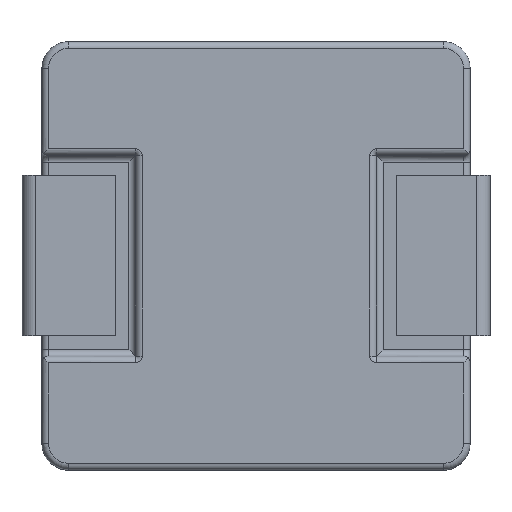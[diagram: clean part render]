
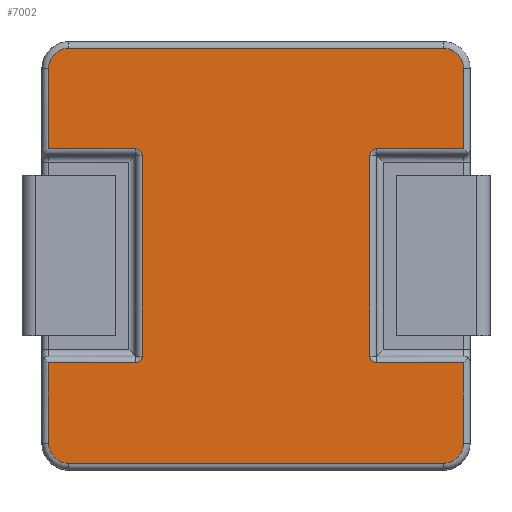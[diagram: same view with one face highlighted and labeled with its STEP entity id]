
A CAD part, top view. The second image highlights one B-rep face of the part: STEP entity #7002.
In plain terms, the highlighted planar face has unit normal (0, 0, 1).
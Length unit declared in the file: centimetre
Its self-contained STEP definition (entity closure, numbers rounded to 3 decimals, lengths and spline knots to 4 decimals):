
#101=PLANE('',#7380);
#414=LINE('',#14635,#858);
#415=LINE('',#14638,#859);
#416=LINE('',#14642,#860);
#417=LINE('',#14646,#861);
#418=LINE('',#14648,#862);
#419=LINE('',#14652,#863);
#420=LINE('',#14656,#864);
#421=LINE('',#14658,#865);
#422=LINE('',#14662,#866);
#423=LINE('',#14666,#867);
#424=LINE('',#14668,#868);
#425=LINE('',#14672,#869);
#858=VECTOR('',#8210,100.);
#859=VECTOR('',#8211,100.);
#860=VECTOR('',#8214,100.);
#861=VECTOR('',#8217,100.);
#862=VECTOR('',#8218,100.);
#863=VECTOR('',#8221,100.);
#864=VECTOR('',#8224,100.);
#865=VECTOR('',#8225,100.);
#866=VECTOR('',#8228,100.);
#867=VECTOR('',#8231,100.);
#868=VECTOR('',#8232,100.);
#869=VECTOR('',#8235,100.);
#1294=CIRCLE('',#7381,0.015);
#1295=CIRCLE('',#7382,0.015);
#1296=CIRCLE('',#7383,0.005);
#1297=CIRCLE('',#7384,0.005);
#1298=CIRCLE('',#7385,0.015);
#1299=CIRCLE('',#7386,0.015);
#1300=CIRCLE('',#7387,0.005);
#1301=CIRCLE('',#7388,0.005);
#2231=ORIENTED_EDGE('',*,*,#3447,.T.);
#2232=ORIENTED_EDGE('',*,*,#3448,.T.);
#2233=ORIENTED_EDGE('',*,*,#3449,.T.);
#2234=ORIENTED_EDGE('',*,*,#3450,.T.);
#2235=ORIENTED_EDGE('',*,*,#3451,.T.);
#2236=ORIENTED_EDGE('',*,*,#3452,.T.);
#2237=ORIENTED_EDGE('',*,*,#3453,.T.);
#2238=ORIENTED_EDGE('',*,*,#3454,.F.);
#2239=ORIENTED_EDGE('',*,*,#3455,.T.);
#2240=ORIENTED_EDGE('',*,*,#3456,.F.);
#2241=ORIENTED_EDGE('',*,*,#3457,.T.);
#2242=ORIENTED_EDGE('',*,*,#3458,.T.);
#2243=ORIENTED_EDGE('',*,*,#3459,.T.);
#2244=ORIENTED_EDGE('',*,*,#3460,.T.);
#2245=ORIENTED_EDGE('',*,*,#3461,.T.);
#2246=ORIENTED_EDGE('',*,*,#3462,.T.);
#2247=ORIENTED_EDGE('',*,*,#3463,.T.);
#2248=ORIENTED_EDGE('',*,*,#3464,.F.);
#2249=ORIENTED_EDGE('',*,*,#3465,.T.);
#2250=ORIENTED_EDGE('',*,*,#3466,.F.);
#3447=EDGE_CURVE('',#4105,#4106,#414,.T.);
#3448=EDGE_CURVE('',#4106,#4107,#415,.T.);
#3449=EDGE_CURVE('',#4107,#4108,#1294,.T.);
#3450=EDGE_CURVE('',#4108,#4109,#416,.T.);
#3451=EDGE_CURVE('',#4109,#4110,#1295,.T.);
#3452=EDGE_CURVE('',#4110,#4111,#417,.T.);
#3453=EDGE_CURVE('',#4111,#4112,#418,.F.);
#3454=EDGE_CURVE('',#4113,#4112,#1296,.T.);
#3455=EDGE_CURVE('',#4113,#4114,#419,.F.);
#3456=EDGE_CURVE('',#4115,#4114,#1297,.T.);
#3457=EDGE_CURVE('',#4115,#4116,#420,.F.);
#3458=EDGE_CURVE('',#4116,#4117,#421,.T.);
#3459=EDGE_CURVE('',#4117,#4118,#1298,.T.);
#3460=EDGE_CURVE('',#4118,#4119,#422,.T.);
#3461=EDGE_CURVE('',#4119,#4120,#1299,.T.);
#3462=EDGE_CURVE('',#4120,#4121,#423,.T.);
#3463=EDGE_CURVE('',#4121,#4122,#424,.T.);
#3464=EDGE_CURVE('',#4123,#4122,#1300,.T.);
#3465=EDGE_CURVE('',#4123,#4124,#425,.T.);
#3466=EDGE_CURVE('',#4105,#4124,#1301,.T.);
#4105=VERTEX_POINT('',#14636);
#4106=VERTEX_POINT('',#14637);
#4107=VERTEX_POINT('',#14639);
#4108=VERTEX_POINT('',#14641);
#4109=VERTEX_POINT('',#14643);
#4110=VERTEX_POINT('',#14645);
#4111=VERTEX_POINT('',#14647);
#4112=VERTEX_POINT('',#14649);
#4113=VERTEX_POINT('',#14651);
#4114=VERTEX_POINT('',#14653);
#4115=VERTEX_POINT('',#14655);
#4116=VERTEX_POINT('',#14657);
#4117=VERTEX_POINT('',#14659);
#4118=VERTEX_POINT('',#14661);
#4119=VERTEX_POINT('',#14663);
#4120=VERTEX_POINT('',#14665);
#4121=VERTEX_POINT('',#14667);
#4122=VERTEX_POINT('',#14669);
#4123=VERTEX_POINT('',#14671);
#4124=VERTEX_POINT('',#14673);
#4428=EDGE_LOOP('',(#2231,#2232,#2233,#2234,#2235,#2236,#2237,#2238,#2239,
#2240,#2241,#2242,#2243,#2244,#2245,#2246,#2247,#2248,#2249,#2250));
#4742=FACE_BOUND('',#4428,.T.);
#7002=ADVANCED_FACE('',(#4742),#101,.T.);
#7380=AXIS2_PLACEMENT_3D('',#14634,#8208,#8209);
#7381=AXIS2_PLACEMENT_3D('',#14640,#8212,#8213);
#7382=AXIS2_PLACEMENT_3D('',#14644,#8215,#8216);
#7383=AXIS2_PLACEMENT_3D('',#14650,#8219,#8220);
#7384=AXIS2_PLACEMENT_3D('',#14654,#8222,#8223);
#7385=AXIS2_PLACEMENT_3D('',#14660,#8226,#8227);
#7386=AXIS2_PLACEMENT_3D('',#14664,#8229,#8230);
#7387=AXIS2_PLACEMENT_3D('',#14670,#8233,#8234);
#7388=AXIS2_PLACEMENT_3D('',#14674,#8236,#8237);
#8208=DIRECTION('',(0.,0.,1.));
#8209=DIRECTION('',(1.,0.,0.));
#8210=DIRECTION('',(1.,0.,0.));
#8211=DIRECTION('',(0.,1.,0.));
#8212=DIRECTION('',(0.,0.,1.));
#8213=DIRECTION('',(1.,0.,0.));
#8214=DIRECTION('',(-1.,0.,0.));
#8215=DIRECTION('',(0.,0.,1.));
#8216=DIRECTION('',(1.,0.,0.));
#8217=DIRECTION('',(0.,-1.,0.));
#8218=DIRECTION('',(-1.,0.,0.));
#8219=DIRECTION('',(0.,0.,1.));
#8220=DIRECTION('',(1.,0.,0.));
#8221=DIRECTION('',(0.,1.,0.));
#8222=DIRECTION('',(0.,0.,1.));
#8223=DIRECTION('',(1.,0.,0.));
#8224=DIRECTION('',(1.,0.,0.));
#8225=DIRECTION('',(0.,-1.,0.));
#8226=DIRECTION('',(0.,0.,1.));
#8227=DIRECTION('',(1.,0.,0.));
#8228=DIRECTION('',(1.,0.,0.));
#8229=DIRECTION('',(0.,0.,1.));
#8230=DIRECTION('',(1.,0.,0.));
#8231=DIRECTION('',(0.,1.,0.));
#8232=DIRECTION('',(-1.,0.,0.));
#8233=DIRECTION('',(0.,0.,1.));
#8234=DIRECTION('',(1.,0.,0.));
#8235=DIRECTION('',(0.,1.,0.));
#8236=DIRECTION('',(0.,0.,1.));
#8237=DIRECTION('',(1.,0.,0.));
#14634=CARTESIAN_POINT('',(0.,0.,0.152));
#14635=CARTESIAN_POINT('',(0.,0.08,0.152));
#14636=CARTESIAN_POINT('',(0.09,0.08,0.152));
#14637=CARTESIAN_POINT('',(0.155,0.08,0.152));
#14638=CARTESIAN_POINT('',(0.155,0.,0.152));
#14639=CARTESIAN_POINT('',(0.155,0.14,0.152));
#14640=CARTESIAN_POINT('',(0.14,0.14,0.152));
#14641=CARTESIAN_POINT('',(0.14,0.155,0.152));
#14642=CARTESIAN_POINT('',(0.,0.155,0.152));
#14643=CARTESIAN_POINT('',(-0.14,0.155,0.152));
#14644=CARTESIAN_POINT('',(-0.14,0.14,0.152));
#14645=CARTESIAN_POINT('',(-0.155,0.14,0.152));
#14646=CARTESIAN_POINT('',(-0.155,0.,0.152));
#14647=CARTESIAN_POINT('',(-0.155,0.08,0.152));
#14648=CARTESIAN_POINT('',(-0.09,0.08,0.152));
#14649=CARTESIAN_POINT('',(-0.09,0.08,0.152));
#14650=CARTESIAN_POINT('',(-0.09,0.075,0.152));
#14651=CARTESIAN_POINT('',(-0.085,0.075,0.152));
#14652=CARTESIAN_POINT('',(-0.085,-0.075,0.152));
#14653=CARTESIAN_POINT('',(-0.085,-0.075,0.152));
#14654=CARTESIAN_POINT('',(-0.09,-0.075,0.152));
#14655=CARTESIAN_POINT('',(-0.09,-0.08,0.152));
#14656=CARTESIAN_POINT('',(-0.16,-0.08,0.152));
#14657=CARTESIAN_POINT('',(-0.155,-0.08,0.152));
#14658=CARTESIAN_POINT('',(-0.155,0.,0.152));
#14659=CARTESIAN_POINT('',(-0.155,-0.14,0.152));
#14660=CARTESIAN_POINT('',(-0.14,-0.14,0.152));
#14661=CARTESIAN_POINT('',(-0.14,-0.155,0.152));
#14662=CARTESIAN_POINT('',(0.,-0.155,0.152));
#14663=CARTESIAN_POINT('',(0.14,-0.155,0.152));
#14664=CARTESIAN_POINT('',(0.14,-0.14,0.152));
#14665=CARTESIAN_POINT('',(0.155,-0.14,0.152));
#14666=CARTESIAN_POINT('',(0.155,0.,0.152));
#14667=CARTESIAN_POINT('',(0.155,-0.08,0.152));
#14668=CARTESIAN_POINT('',(0.,-0.08,0.152));
#14669=CARTESIAN_POINT('',(0.09,-0.08,0.152));
#14670=CARTESIAN_POINT('',(0.09,-0.075,0.152));
#14671=CARTESIAN_POINT('',(0.085,-0.075,0.152));
#14672=CARTESIAN_POINT('',(0.085,0.,0.152));
#14673=CARTESIAN_POINT('',(0.085,0.075,0.152));
#14674=CARTESIAN_POINT('',(0.09,0.075,0.152));
